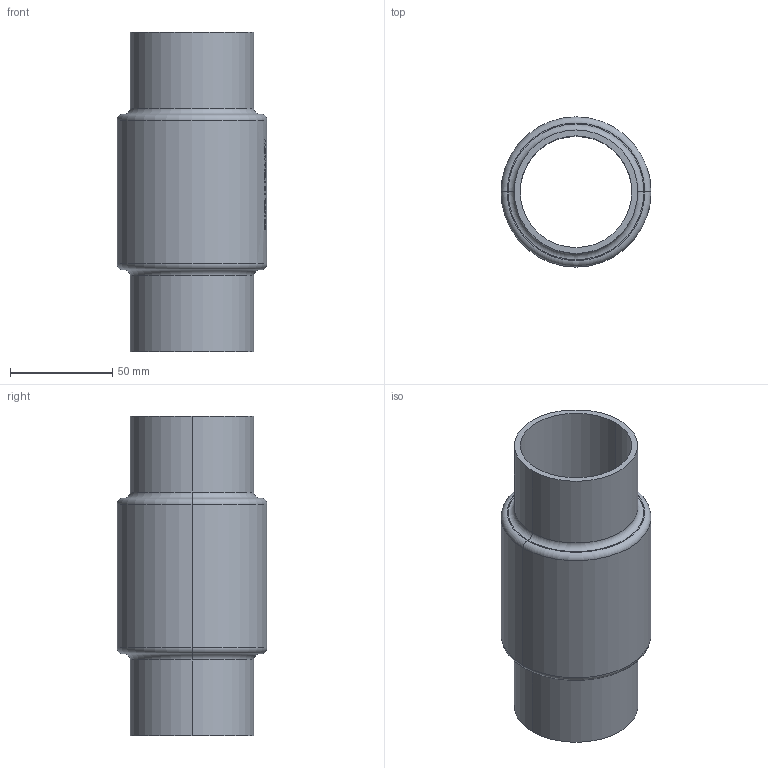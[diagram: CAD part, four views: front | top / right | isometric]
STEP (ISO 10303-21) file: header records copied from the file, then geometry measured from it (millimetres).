
FILE_DESCRIPTION (( 'STEP AP214' ), '1' );
FILE_NAME ('7110000_DN050_ PN40_51420186.STEP', '2022-03-04T07:26:39', ( 'axxx' ), ( 'Hewlett-Packard Company' ), 'SwSTEP 2.0', 'SolidWorks 2019', '' );
FILE_SCHEMA (( 'AUTOMOTIVE_DESIGN' ));
Length unit declared in the file: millimetre
Products named in the file (1): 7110000_DN050_ PN40_51420186
Bounding box: 73.2 x 73.2 x 156 mm (x, y, z)
Volume: 183642.4 mm3; surface area: 65142.8 mm2
Topology: 1 solids, 1 shells, 514 faces, 1375 edges, 914 vertices
Faces by surface type: plane 242, bspline 222, cylinder 42, torus 8
Entity records: 28750 total; most frequent: CARTESIAN_POINT 17498, ORIENTED_EDGE 2750, DIRECTION 1546, EDGE_CURVE 1375, VERTEX_POINT 914, VECTOR 738, LINE 738, EDGE_LOOP 567
